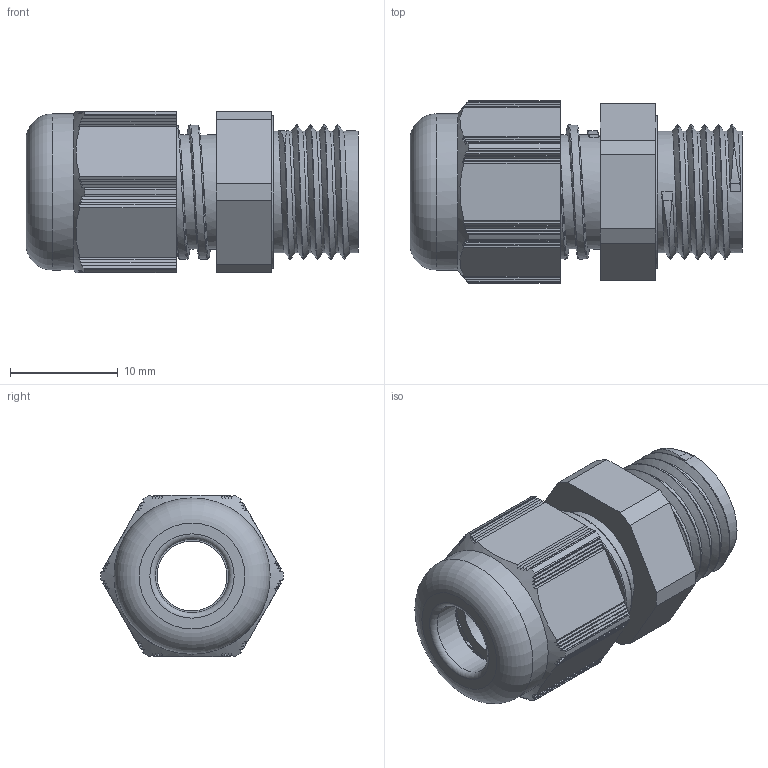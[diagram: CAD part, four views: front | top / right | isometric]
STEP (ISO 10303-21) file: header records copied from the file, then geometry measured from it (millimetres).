
FILE_DESCRIPTION(/* description */ (''),/* implementation_level */ '2;1');
FILE_NAME(/* name */ '11080407-RST.stp',/* time_stamp */ '2019-11-26T12:28:25+01:00',/* author */ ('sl'),/* organization */ (''),/* preprocessor_version */ 'ST-DEVELOPER v16.5',/* originating_system */ 'Autodesk Inventor 2017',/* authorisation */ '');
FILE_SCHEMA (('AUTOMOTIVE_DESIGN { 1 0 10303 214 3 1 1 }'));
Length unit declared in the file: millimetre
Products named in the file (4): Euro-Top-20-1-BG-0001-11080407; 11080407; 11080407_1; 11080407_2
Assembly tree (3 placements, depth 2):
  Euro-Top-20-1-BG-0001-11080407
    11080407
    11080407_1
    11080407_2
Bounding box: 30.83 x 16.95 x 15 mm (x, y, z)
Volume: 3072.7 mm3; surface area: 4660.2 mm2
Topology: 3 solids, 3 shells, 296 faces, 838 edges, 552 vertices
Faces by surface type: plane 190, cylinder 63, bspline 22, torus 18, cone 3
Full cylindrical faces by diameter (mm): 6.5 x1, 6.8 x1, 6.83 x1, 8.1 x1, 8.6 x1, 8.62 x1, 10.6 x4, 11.25 x4, 11.28 x5, 13.1 x4, 14.5 x1
Entity records: 12921 total; most frequent: CARTESIAN_POINT 5831, ORIENTED_EDGE 1522, DIRECTION 1383, EDGE_CURVE 761, VERTEX_POINT 512, AXIS2_PLACEMENT_3D 477, LINE 429, VECTOR 429
